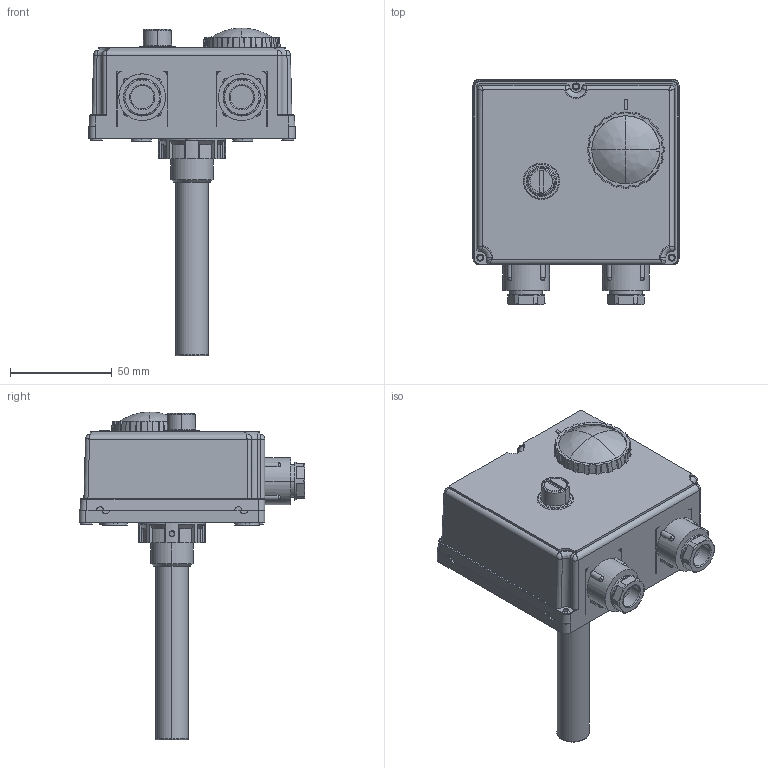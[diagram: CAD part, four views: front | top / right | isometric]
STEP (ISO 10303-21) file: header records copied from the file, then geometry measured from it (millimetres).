
FILE_DESCRIPTION(('CATIA V5 STEP Exchange','CAx-IF Rec.Pracs.--- Model Styling and Organization---1.4--- 2014-01-23','CAx-IF Rec.Pracs.---3D Tessellated Data Validation Properties---0.5---2014-09-14'),'2;1');
FILE_NAME('STEP_623000_-_TST.stp','2021-09-06T06:39:49+00:00',('none'),('none'),'CATIA Version 5-6 Release 2019 SP3','CATIA V5 STEP AP242 v1','none');
FILE_SCHEMA(('AP242_MANAGED_MODEL_BASED_3D_ENGINEERING_MIM_LF {1 0 10303 442 1 1 4}'));
Length unit declared in the file: millimetre
Products named in the file (1): 623000 - TST
Bounding box: 101.4 x 111 x 161.3 mm (x, y, z)
Volume: 435295.4 mm3; surface area: 49520.7 mm2
Topology: 1 solids, 9 shells, 686 faces, 1787 edges, 1147 vertices
Faces by surface type: plane 323, bspline 276, cylinder 83, torus 2, cone 2
Entity records: 24855 total; most frequent: CARTESIAN_POINT 11289, ORIENTED_EDGE 3528, EDGE_CURVE 1764, DIRECTION 1515, VERTEX_POINT 1147, VECTOR 765, LINE 765, EDGE_LOOP 741
